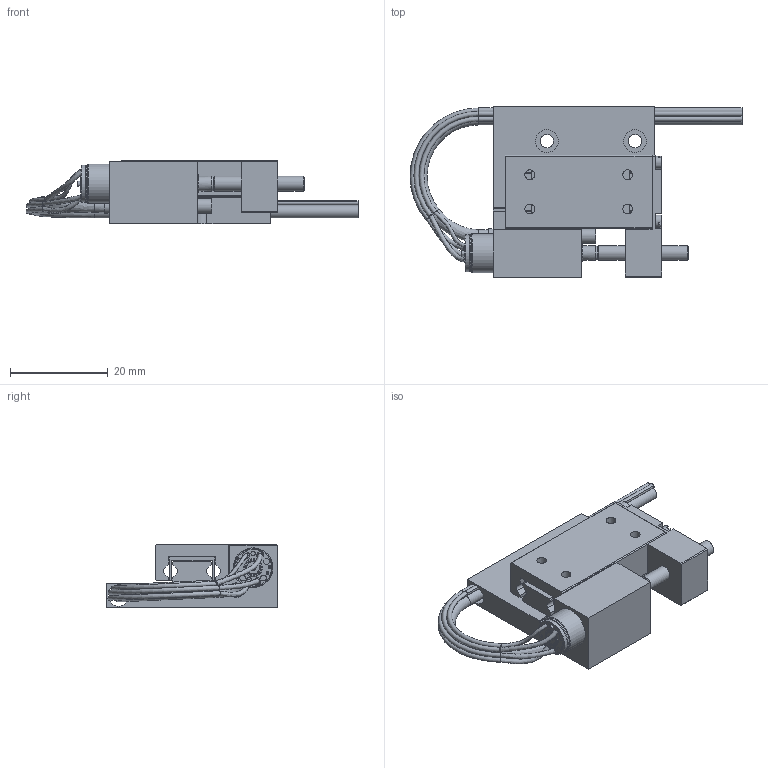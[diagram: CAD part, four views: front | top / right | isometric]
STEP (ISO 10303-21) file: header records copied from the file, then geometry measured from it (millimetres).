
FILE_DESCRIPTION(/* description */ (''),/* implementation_level */ '2;1');
FILE_NAME(/* name */ 'model_product_id47.stp',/* time_stamp */ '2021-03-31T12:12:04+02:00',/* author */ ('SD'),/* organization */ ('Micromotion GmbH Germany'),/* preprocessor_version */ 'ST-DEVELOPER v17.2',/* originating_system */ 'Autodesk Inventor 2019',/* authorisation */ '');
FILE_SCHEMA (('AUTOMOTIVE_DESIGN { 1 0 10303 214 3 1 1 }'));
Length unit declared in the file: millimetre
Products named in the file (1): model_id47
Bounding box: 67.87 x 35 x 13 mm (x, y, z)
Volume: 10489.8 mm3; surface area: 10358.6 mm2
Topology: 2 solids, 6 shells, 349 faces, 943 edges, 630 vertices
Faces by surface type: plane 185, cylinder 86, bspline 30, torus 24, cone 24
Full cylindrical faces by diameter (mm): 0.9 x1, 1 x2, 2.013 x4, 2.55 x2, 2.56 x1, 2.599 x1, 2.7 x4, 2.999 x2, 3 x4, 4.5 x2, 4.7 x4, 4.9 x1, 5.5 x1, 6 x1, 7.55 x1, 7.6 x1, 7.9 x1, 8 x2, 8.1 x1
Entity records: 13546 total; most frequent: CARTESIAN_POINT 4089, ORIENTED_EDGE 1874, DIRECTION 1853, EDGE_CURVE 941, AXIS2_PLACEMENT_3D 672, VERTEX_POINT 630, LINE 509, VECTOR 509
